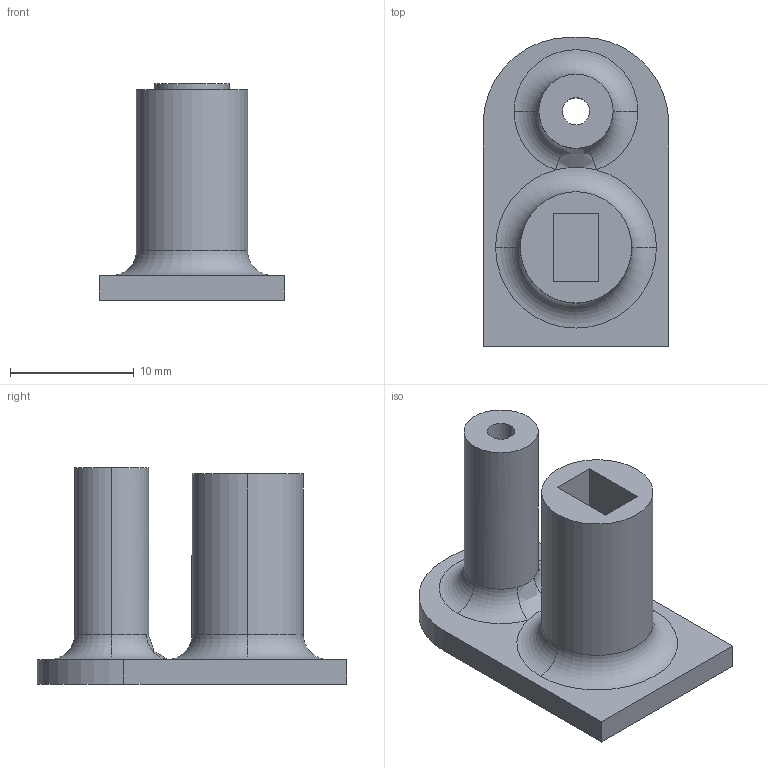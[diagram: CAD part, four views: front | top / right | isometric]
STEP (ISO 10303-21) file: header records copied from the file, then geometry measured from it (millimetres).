
FILE_DESCRIPTION (( 'STEP AP214' ), '1' );
FILE_NAME ('articulation.STEP', '2023-03-31T12:17:00', ( '' ), ( '' ), 'SwSTEP 2.0', 'SolidWorks 2022', '' );
FILE_SCHEMA (( 'AUTOMOTIVE_DESIGN' ));
Length unit declared in the file: millimetre
Products named in the file (1): articulation
Bounding box: 15 x 25 x 17.5 mm (x, y, z)
Volume: 1916.2 mm3; surface area: 1795.9 mm2
Topology: 1 solids, 1 shells, 27 faces, 63 edges, 40 vertices
Faces by surface type: plane 13, cylinder 8, torus 5, bspline 1
Entity records: 855 total; most frequent: CARTESIAN_POINT 175, DIRECTION 146, ORIENTED_EDGE 126, EDGE_CURVE 63, AXIS2_PLACEMENT_3D 57, VERTEX_POINT 40, VECTOR 32, LINE 32
